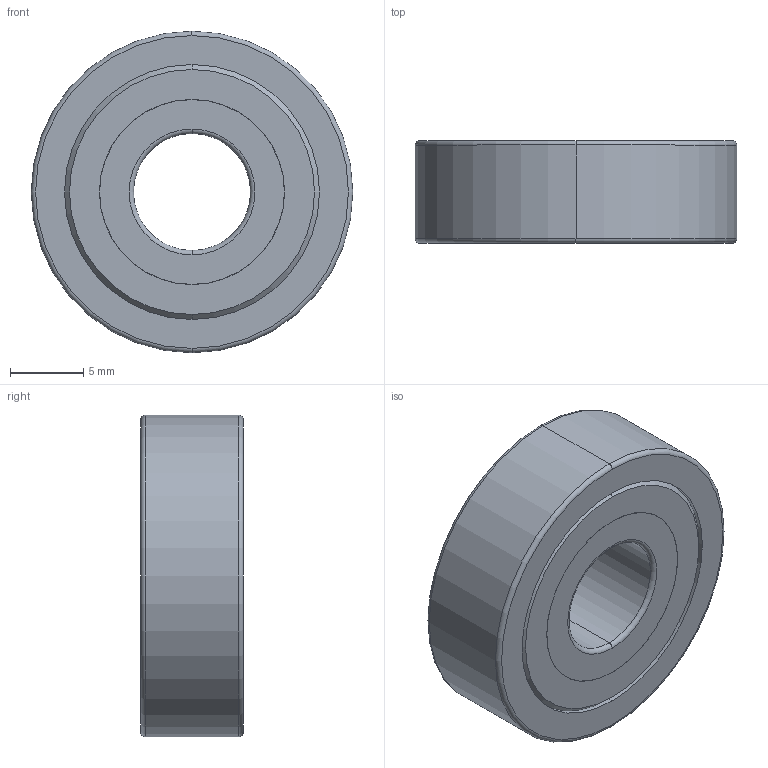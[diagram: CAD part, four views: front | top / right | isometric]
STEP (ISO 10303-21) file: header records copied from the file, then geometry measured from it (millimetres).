
FILE_DESCRIPTION(('starvars output'),'1');
FILE_NAME('cv20240122182418000021852.stp','18:24:18 2024/01/22',('Thomas Industrial Network Germany GmbH'),(' '),'Spatial InterOp 3D',' ',' ');
FILE_SCHEMA(('AP242_MANAGED_MODEL_BASED_3D_ENGINEERING_MIM_LF {1 0 10303 442 2 1 4}'));
Length unit declared in the file: millimetre
Products named in the file (1): 1
Bounding box: 22 x 7 x 22 mm (x, y, z)
Volume: 1836 mm3; surface area: 2811.6 mm2
Topology: 11 solids, 11 shells, 110 faces, 290 edges, 174 vertices
Faces by surface type: torus 48, cylinder 28, sphere 18, plane 12, cone 4
Entity records: 4324 total; most frequent: DIRECTION 718, CARTESIAN_POINT 549, ORIENTED_EDGE 508, AXIS2_PLACEMENT_3D 343, EDGE_CURVE 254, CIRCLE 222, VERTEX_POINT 174, EDGE_LOOP 122
